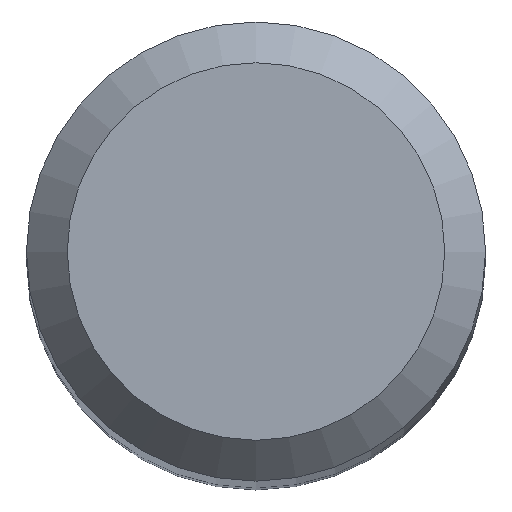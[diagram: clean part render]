
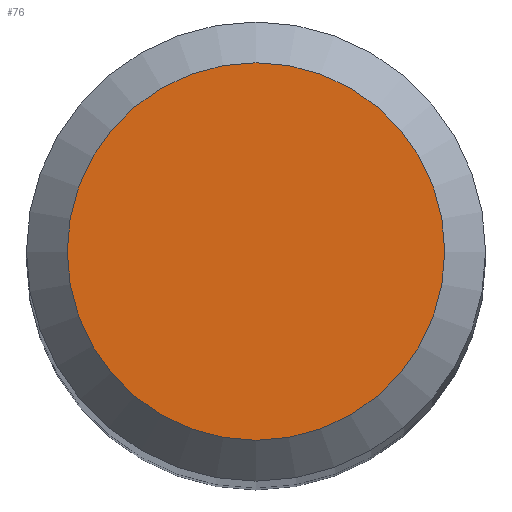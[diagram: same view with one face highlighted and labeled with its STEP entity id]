
A CAD part, top view. The second image highlights one B-rep face of the part: STEP entity #76.
In plain terms, the highlighted planar face has unit normal (0, 0, 1).
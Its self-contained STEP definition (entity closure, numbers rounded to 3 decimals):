
#3 = DIRECTION ( 'NONE',  ( 0., 1., 0. ) ) ;
#11 = AXIS2_PLACEMENT_3D ( 'NONE', #104, #146, #72 ) ;
#40 = CIRCLE ( 'NONE', #11, 1.85 ) ;
#69 = FACE_OUTER_BOUND ( 'NONE', #106, .T. ) ;
#72 = DIRECTION ( 'NONE',  ( 0., 1., 0. ) ) ;
#75 = VERTEX_POINT ( 'NONE', #79 ) ;
#76 = ADVANCED_FACE ( 'NONE', ( #69 ), #170, .F. ) ;
#79 = CARTESIAN_POINT ( 'NONE',  ( 0., 1.85, 50. ) ) ;
#81 = CARTESIAN_POINT ( 'NONE',  ( 0., 0., 50. ) ) ;
#88 = AXIS2_PLACEMENT_3D ( 'NONE', #81, #152, #3 ) ;
#96 = ORIENTED_EDGE ( 'NONE', *, *, #116, .F. ) ;
#104 = CARTESIAN_POINT ( 'NONE',  ( 0., 0., 50. ) ) ;
#106 = EDGE_LOOP ( 'NONE', ( #96 ) ) ;
#116 = EDGE_CURVE ( 'NONE', #75, #75, #40, .T. ) ;
#146 = DIRECTION ( 'NONE',  ( 0., 0., -1. ) ) ;
#152 = DIRECTION ( 'NONE',  ( 0., 0., -1. ) ) ;
#170 = PLANE ( 'NONE',  #88 ) ;
